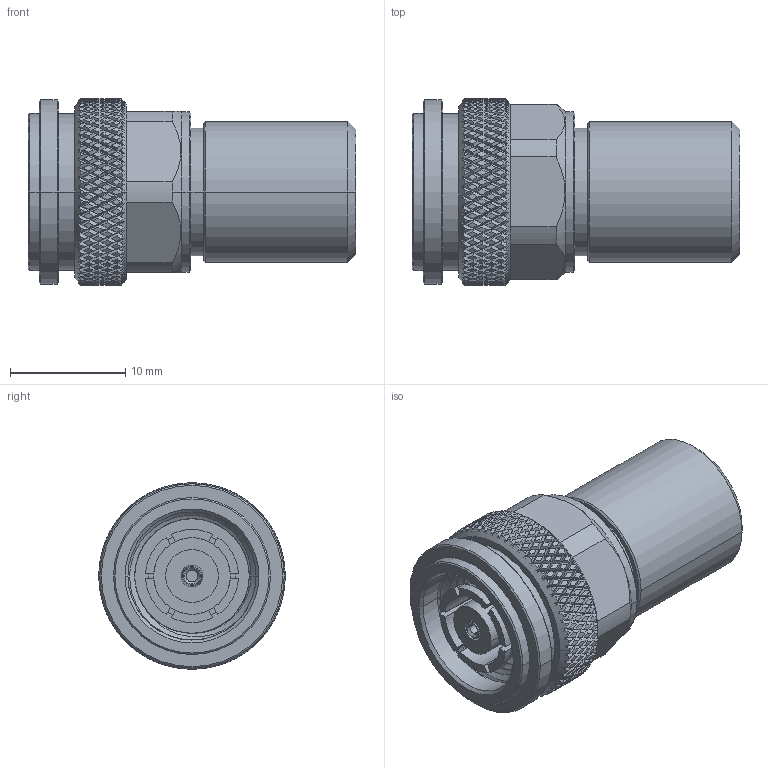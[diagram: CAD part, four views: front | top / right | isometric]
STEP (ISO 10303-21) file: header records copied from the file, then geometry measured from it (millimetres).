
FILE_DESCRIPTION (( 'STEP AP214' ), '1' );
FILE_NAME ('STT0679_3D.step', '2024-06-13T16:05:57', ( '' ), ( '' ), 'SwSTEP 2.0', 'SolidWorks 2022', '' );
FILE_SCHEMA (( 'AUTOMOTIVE_DESIGN' ));
Products named in the file (1): STT0679_3D
Bounding box: 28.45 x 16.17 x 16.17 mm (x, y, z)
Volume: 3593.2 mm3; surface area: 2731.7 mm2
Topology: 1 solids, 3 shells, 1975 faces, 4338 edges, 2378 vertices
Faces by surface type: bspline 1443, cylinder 428, plane 66, cone 38
Entity records: 68415 total; most frequent: CARTESIAN_POINT 41264, ORIENTED_EDGE 8676, EDGE_CURVE 4338, VERTEX_POINT 2378, EDGE_LOOP 1986, ADVANCED_FACE 1975, FACE_OUTER_BOUND 1975, B_SPLINE_CURVE_WITH_KNOTS 1895
